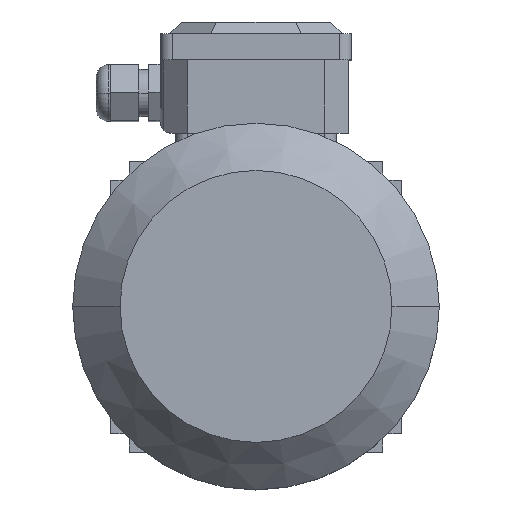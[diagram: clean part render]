
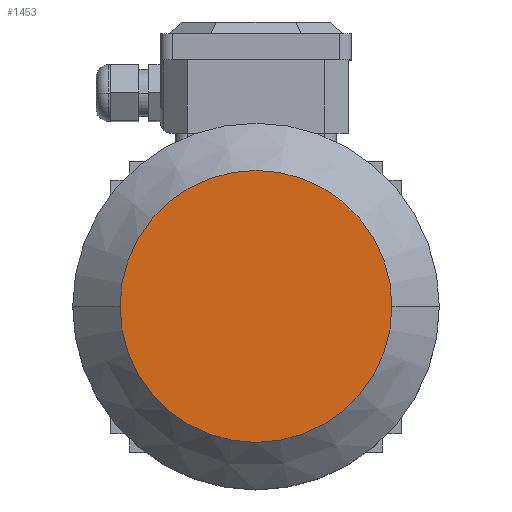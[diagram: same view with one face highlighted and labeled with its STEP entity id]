
A CAD part, top view. The second image highlights one B-rep face of the part: STEP entity #1453.
In plain terms, the highlighted planar face has unit normal (0, 0, 1).
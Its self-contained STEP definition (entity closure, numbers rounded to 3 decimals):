
#86 = CARTESIAN_POINT ( 'NONE',  ( 0., 0., 77. ) ) ;
#99 = AXIS2_PLACEMENT_3D ( 'NONE', #7349, #3563, #8015 ) ;
#465 = ORIENTED_EDGE ( 'NONE', *, *, #2320, .T. ) ;
#582 = ORIENTED_EDGE ( 'NONE', *, *, #6685, .T. ) ;
#700 = DIRECTION ( 'NONE',  ( 1., 0., 0. ) ) ;
#717 = VERTEX_POINT ( 'NONE', #6269 ) ;
#877 = AXIS2_PLACEMENT_3D ( 'NONE', #1093, #5543, #1727 ) ;
#1093 = CARTESIAN_POINT ( 'NONE',  ( 0., 0., 77. ) ) ;
#1453 = ADVANCED_FACE ( 'NONE', ( #6002 ), #1637, .T. ) ;
#1637 = PLANE ( 'NONE',  #99 ) ;
#1727 = DIRECTION ( 'NONE',  ( 1., 0., 0. ) ) ;
#2320 = EDGE_CURVE ( 'NONE', #717, #8195, #7604, .T. ) ;
#3504 = EDGE_LOOP ( 'NONE', ( #582, #465 ) ) ;
#3563 = DIRECTION ( 'NONE',  ( 0., 0., 1. ) ) ;
#4407 = CIRCLE ( 'NONE', #7810, 57.5 ) ;
#4508 = DIRECTION ( 'NONE',  ( 0., 0., 1. ) ) ;
#5543 = DIRECTION ( 'NONE',  ( 0., 0., 1. ) ) ;
#6002 = FACE_OUTER_BOUND ( 'NONE', #3504, .T. ) ;
#6269 = CARTESIAN_POINT ( 'NONE',  ( 57.5, 0., 77. ) ) ;
#6685 = EDGE_CURVE ( 'NONE', #8195, #717, #4407, .T. ) ;
#6875 = CARTESIAN_POINT ( 'NONE',  ( -57.5, 0., 77. ) ) ;
#7349 = CARTESIAN_POINT ( 'NONE',  ( 0., 0., 77. ) ) ;
#7604 = CIRCLE ( 'NONE', #877, 57.5 ) ;
#7810 = AXIS2_PLACEMENT_3D ( 'NONE', #86, #4508, #700 ) ;
#8015 = DIRECTION ( 'NONE',  ( 1., 0., 0. ) ) ;
#8195 = VERTEX_POINT ( 'NONE', #6875 ) ;
